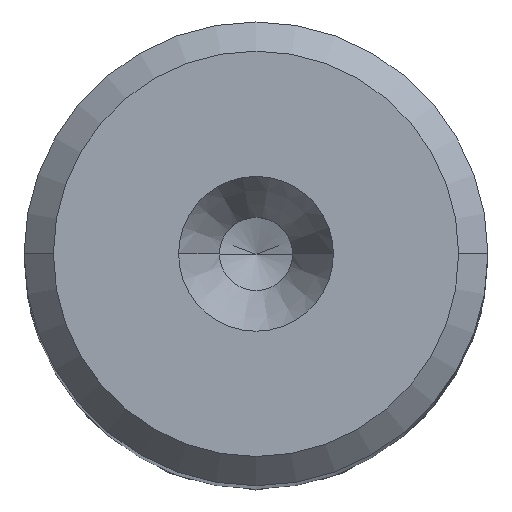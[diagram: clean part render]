
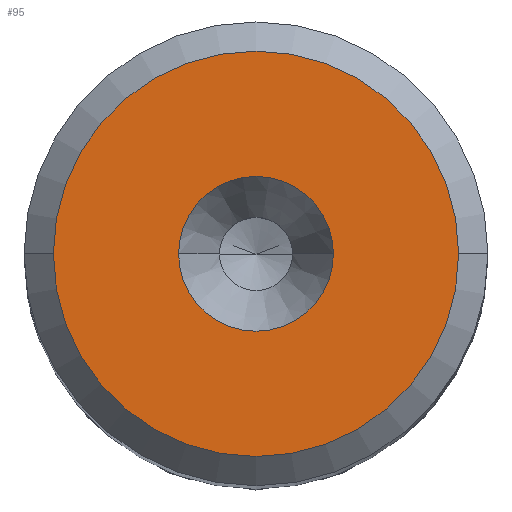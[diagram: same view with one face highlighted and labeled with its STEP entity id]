
A CAD part, top view. The second image highlights one B-rep face of the part: STEP entity #95.
In plain terms, the highlighted planar face has unit normal (0, 0, 1).
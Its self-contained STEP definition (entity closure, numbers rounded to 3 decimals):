
#75=PLANE('',#464);
#77=FACE_BOUND('',#146,.T.);
#78=FACE_BOUND('',#147,.T.);
#95=ADVANCED_FACE('',(#77,#78),#75,.T.);
#146=EDGE_LOOP('',(#173,#174,#175,#176));
#147=EDGE_LOOP('',(#177,#178));
#173=ORIENTED_EDGE('',*,*,#308,.F.);
#174=ORIENTED_EDGE('',*,*,#309,.F.);
#175=ORIENTED_EDGE('',*,*,#310,.F.);
#176=ORIENTED_EDGE('',*,*,#311,.F.);
#177=ORIENTED_EDGE('',*,*,#312,.F.);
#178=ORIENTED_EDGE('',*,*,#313,.F.);
#275=VERTEX_POINT('',#776);
#276=VERTEX_POINT('',#777);
#277=VERTEX_POINT('',#779);
#278=VERTEX_POINT('',#781);
#279=VERTEX_POINT('',#784);
#280=VERTEX_POINT('',#785);
#308=EDGE_CURVE('',#275,#276,#360,.T.);
#309=EDGE_CURVE('',#277,#275,#361,.T.);
#310=EDGE_CURVE('',#278,#277,#362,.T.);
#311=EDGE_CURVE('',#276,#278,#363,.T.);
#312=EDGE_CURVE('',#279,#280,#364,.T.);
#313=EDGE_CURVE('',#280,#279,#365,.T.);
#360=CIRCLE('',#458,6.937);
#361=CIRCLE('',#459,6.937);
#362=CIRCLE('',#460,6.937);
#363=CIRCLE('',#461,6.937);
#364=CIRCLE('',#462,2.65);
#365=CIRCLE('',#463,2.65);
#458=AXIS2_PLACEMENT_3D('',#775,#538,#539);
#459=AXIS2_PLACEMENT_3D('',#778,#540,#541);
#460=AXIS2_PLACEMENT_3D('',#780,#542,#543);
#461=AXIS2_PLACEMENT_3D('',#782,#544,#545);
#462=AXIS2_PLACEMENT_3D('',#783,#546,#547);
#463=AXIS2_PLACEMENT_3D('',#786,#548,#549);
#464=AXIS2_PLACEMENT_3D('',#787,#550,#551);
#538=DIRECTION('',(0.,0.,-1.));
#539=DIRECTION('',(0.,1.,0.));
#540=DIRECTION('',(0.,0.,-1.));
#541=DIRECTION('',(-1.,0.,0.));
#542=DIRECTION('',(0.,0.,-1.));
#543=DIRECTION('',(0.,-1.,0.));
#544=DIRECTION('',(0.,0.,-1.));
#545=DIRECTION('',(1.,0.,0.));
#546=DIRECTION('',(0.,0.,1.));
#547=DIRECTION('',(-1.,0.,0.));
#548=DIRECTION('',(0.,0.,1.));
#549=DIRECTION('',(1.,0.,0.));
#550=DIRECTION('',(0.,0.,1.));
#551=DIRECTION('',(1.,0.,0.));
#775=CARTESIAN_POINT('',(0.,0.,0.));
#776=CARTESIAN_POINT('',(0.,6.937,0.));
#777=CARTESIAN_POINT('',(6.937,0.,0.));
#778=CARTESIAN_POINT('',(0.,0.,0.));
#779=CARTESIAN_POINT('',(-6.937,0.,0.));
#780=CARTESIAN_POINT('',(0.,0.,0.));
#781=CARTESIAN_POINT('',(0.,-6.937,0.));
#782=CARTESIAN_POINT('',(0.,0.,0.));
#783=CARTESIAN_POINT('',(0.,0.,0.));
#784=CARTESIAN_POINT('',(-2.65,0.,0.));
#785=CARTESIAN_POINT('',(2.65,0.,0.));
#786=CARTESIAN_POINT('',(0.,0.,0.));
#787=CARTESIAN_POINT('',(0.,0.,0.));
